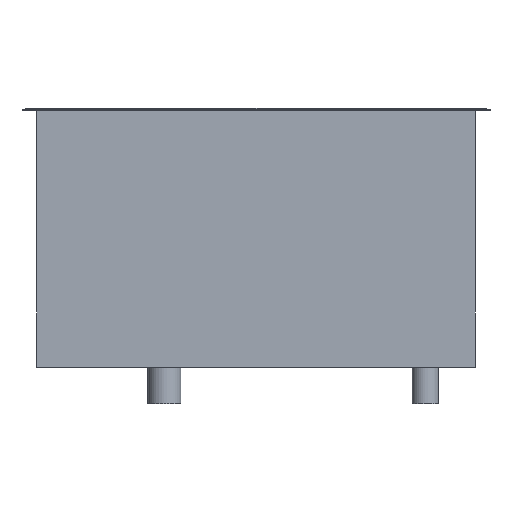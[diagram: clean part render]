
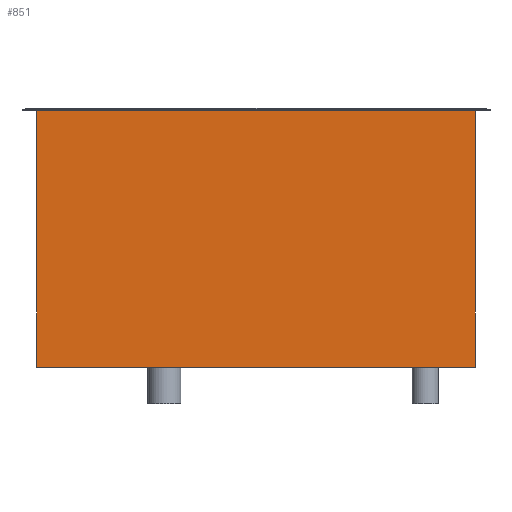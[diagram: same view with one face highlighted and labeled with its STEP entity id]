
A CAD part, left-side view. The second image highlights one B-rep face of the part: STEP entity #851.
In plain terms, the highlighted planar face has unit normal (-1, 0, 0).
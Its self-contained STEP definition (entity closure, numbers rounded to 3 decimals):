
#63=FACE_OUTER_BOUND('',#119,.T.);
#119=EDGE_LOOP('',(#667,#668,#669,#670));
#148=LINE('',#1198,#254);
#151=LINE('',#1212,#257);
#185=LINE('',#1291,#291);
#187=LINE('',#1294,#293);
#254=VECTOR('',#968,10.);
#257=VECTOR('',#981,10.);
#291=VECTOR('',#1049,10.);
#293=VECTOR('',#1053,10.);
#358=VERTEX_POINT('',#1192);
#360=VERTEX_POINT('',#1196);
#366=VERTEX_POINT('',#1210);
#394=VERTEX_POINT('',#1289);
#436=EDGE_CURVE('',#358,#360,#148,.T.);
#443=EDGE_CURVE('',#360,#366,#151,.T.);
#481=EDGE_CURVE('',#394,#366,#185,.T.);
#483=EDGE_CURVE('',#358,#394,#187,.T.);
#667=ORIENTED_EDGE('',*,*,#436,.T.);
#668=ORIENTED_EDGE('',*,*,#443,.T.);
#669=ORIENTED_EDGE('',*,*,#481,.F.);
#670=ORIENTED_EDGE('',*,*,#483,.F.);
#799=PLANE('',#935);
#851=ADVANCED_FACE('',(#63),#799,.T.);
#935=AXIS2_PLACEMENT_3D('',#1326,#1089,#1090);
#968=DIRECTION('',(0.,-1.,0.));
#981=DIRECTION('',(0.,0.,1.));
#1049=DIRECTION('',(0.,-1.,0.));
#1053=DIRECTION('',(0.,0.,1.));
#1089=DIRECTION('center_axis',(-1.,0.,0.));
#1090=DIRECTION('ref_axis',(0.,-1.,0.));
#1192=CARTESIAN_POINT('',(-362.5,330.,0.));
#1196=CARTESIAN_POINT('',(-362.5,-330.,0.));
#1198=CARTESIAN_POINT('',(-362.5,330.,0.));
#1210=CARTESIAN_POINT('',(-362.5,-330.,387.));
#1212=CARTESIAN_POINT('',(-362.5,-330.,0.));
#1289=CARTESIAN_POINT('',(-362.5,330.,387.));
#1291=CARTESIAN_POINT('',(-362.5,330.,387.));
#1294=CARTESIAN_POINT('',(-362.5,330.,0.));
#1326=CARTESIAN_POINT('Origin',(-362.5,330.,0.));
